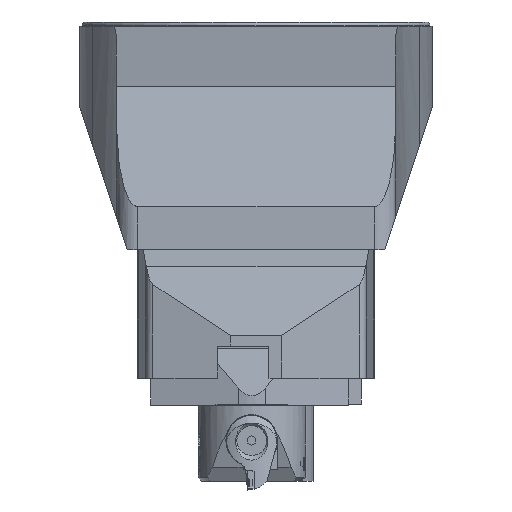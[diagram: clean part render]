
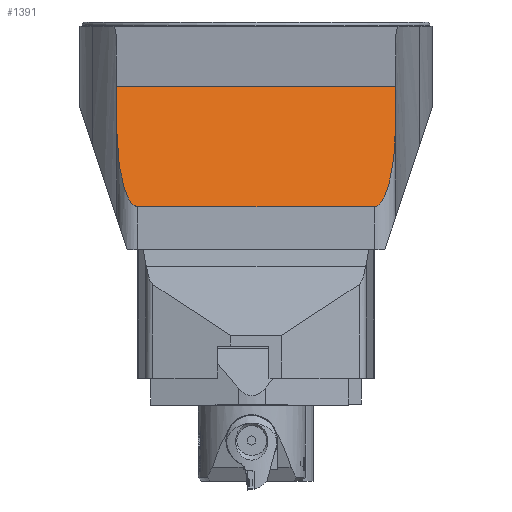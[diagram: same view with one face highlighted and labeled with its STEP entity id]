
A CAD part, left-side view. The second image highlights one B-rep face of the part: STEP entity #1391.
In plain terms, the highlighted planar face has unit normal (-0.966, 0, 0.259).
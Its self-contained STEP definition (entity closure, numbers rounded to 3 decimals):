
#921=ELLIPSE('',#9384,38.637,10.);
#922=ELLIPSE('',#9385,38.637,10.);
#981=FACE_OUTER_BOUND('',#2595,.T.);
#1391=ADVANCED_FACE('',(#981),#1857,.F.);
#1857=PLANE('',#9386);
#2595=EDGE_LOOP('',(#3186,#3187,#3188,#3189,#3190,#3191));
#3186=ORIENTED_EDGE('',*,*,#6398,.T.);
#3187=ORIENTED_EDGE('',*,*,#6399,.T.);
#3188=ORIENTED_EDGE('',*,*,#6392,.F.);
#3189=ORIENTED_EDGE('',*,*,#6400,.T.);
#3190=ORIENTED_EDGE('',*,*,#6401,.T.);
#3191=ORIENTED_EDGE('',*,*,#6402,.T.);
#5566=VERTEX_POINT('',#12591);
#5567=VERTEX_POINT('',#12592);
#5570=VERTEX_POINT('',#12603);
#5571=VERTEX_POINT('',#12604);
#5572=VERTEX_POINT('',#12607);
#5573=VERTEX_POINT('',#12609);
#6392=EDGE_CURVE('',#5566,#5567,#7576,.T.);
#6398=EDGE_CURVE('',#5570,#5571,#7582,.T.);
#6399=EDGE_CURVE('',#5571,#5567,#921,.T.);
#6400=EDGE_CURVE('',#5566,#5572,#922,.T.);
#6401=EDGE_CURVE('',#5572,#5573,#7583,.T.);
#6402=EDGE_CURVE('',#5573,#5570,#7584,.T.);
#7576=LINE('',#12590,#8480);
#7582=LINE('',#12602,#8486);
#7583=LINE('',#12608,#8487);
#7584=LINE('',#12610,#8488);
#8480=VECTOR('',#10182,1.);
#8486=VECTOR('',#10192,1.);
#8487=VECTOR('',#10197,1.);
#8488=VECTOR('',#10198,1.);
#9384=AXIS2_PLACEMENT_3D('',#12605,#10193,#10194);
#9385=AXIS2_PLACEMENT_3D('',#12606,#10195,#10196);
#9386=AXIS2_PLACEMENT_3D('',#12611,#10199,#10200);
#10182=DIRECTION('',(0.,1.,0.));
#10192=DIRECTION('',(-0.259,0.,-0.966));
#10193=DIRECTION('',(-0.966,0.,0.259));
#10194=DIRECTION('',(-0.259,0.,-0.966));
#10195=DIRECTION('',(-0.966,0.,0.259));
#10196=DIRECTION('',(0.259,0.,0.966));
#10197=DIRECTION('',(0.259,0.,0.966));
#10198=DIRECTION('',(0.,1.,0.));
#10199=DIRECTION('',(0.966,0.,-0.259));
#10200=DIRECTION('',(0.259,0.,0.966));
#12590=CARTESIAN_POINT('',(-355.,-355.,-86.));
#12591=CARTESIAN_POINT('',(-355.,-55.,-86.));
#12592=CARTESIAN_POINT('',(-355.,55.,-86.));
#12602=CARTESIAN_POINT('',(-339.995,65.,-30.));
#12603=CARTESIAN_POINT('',(-339.995,65.,-30.));
#12604=CARTESIAN_POINT('',(-345.,65.,-48.679));
#12605=CARTESIAN_POINT('',(-345.,55.,-48.679));
#12606=CARTESIAN_POINT('',(-345.,-55.,-48.679));
#12607=CARTESIAN_POINT('',(-345.,-65.,-48.679));
#12608=CARTESIAN_POINT('',(-339.995,-65.,-30.));
#12609=CARTESIAN_POINT('',(-339.995,-65.,-30.));
#12610=CARTESIAN_POINT('',(-339.995,-355.,-30.));
#12611=CARTESIAN_POINT('',(-339.995,-355.,-30.));
